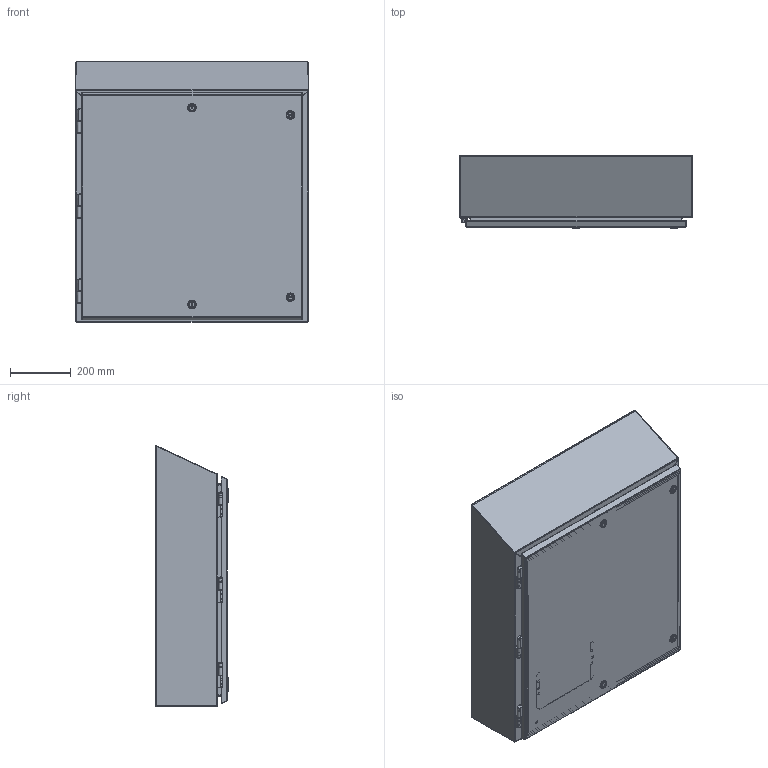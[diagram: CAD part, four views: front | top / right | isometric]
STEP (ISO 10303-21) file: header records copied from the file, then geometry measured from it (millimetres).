
FILE_DESCRIPTION (( 'STEP AP214' ), '1' );
FILE_NAME ('HWST30308S16.STEP', '2020-11-23T22:01:38', ( '' ), ( '' ), 'SwSTEP 2.0', 'SolidWorks 2019', '' );
FILE_SCHEMA (( 'AUTOMOTIVE_DESIGN' ));
Length unit declared in the file: inch
Products named in the file (1): HWST30308S16
Bounding box: 762 x 238 x 855.57 mm (x, y, z)
Volume: 4145329.4 mm3; surface area: 4433179.1 mm2
Topology: 62 solids, 63 shells, 1442 faces, 3401 edges, 2134 vertices
Faces by surface type: plane 901, cylinder 401, bspline 76, cone 54, torus 10
Full cylindrical faces by diameter (mm): 3.307 x2, 4.166 x2, 4.917 x12, 5 x4, 5.74 x12, 6 x10, 6.096 x6, 6.1 x6, 6.35 x4, 6.985 x6, 7.937 x1, 7.938 x1, 8.433 x4, 9.347 x2, 9.525 x4, 9.83 x8, 12.7 x12, 13.335 x4, 15.875 x10, 16.002 x4, 16.51 x4, 19.5 x4, 19.939 x4, 27.94 x4, 88.9 x1
Entity records: 47057 total; most frequent: CARTESIAN_POINT 14717, DIRECTION 6322, ORIENTED_EDGE 6276, EDGE_CURVE 3138, AXIS2_PLACEMENT_3D 2187, VERTEX_POINT 2072, LINE 1948, VECTOR 1948
